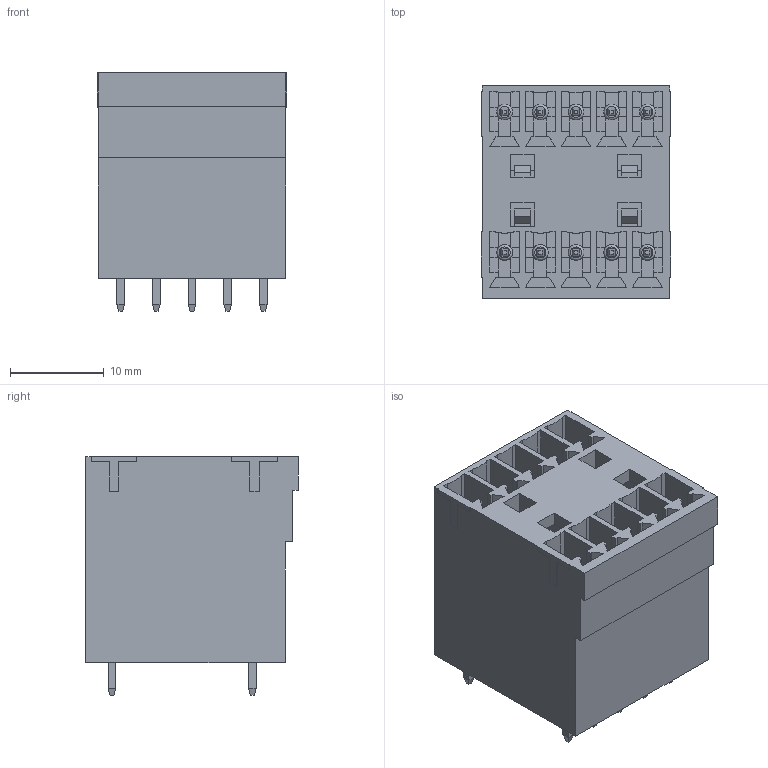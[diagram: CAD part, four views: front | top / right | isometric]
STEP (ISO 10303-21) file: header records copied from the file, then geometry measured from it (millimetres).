
FILE_DESCRIPTION(/* description */ ('Unknown'),/* implementation_level */ '2;1');
FILE_NAME(/* name */ '691329300010',/* time_stamp */ '2023-08-23T17:39:16+02:00',/* author */ ('Unknown'),/* organization */ ('Unknown'),/* preprocessor_version */ 'ST-DEVELOPER v18.102',/* originating_system */ 'Solid Edge',/* authorisation */ 'Unknown');
FILE_SCHEMA (('AUTOMOTIVE_DESIGN {1 0 10303 214 3 1 1}'));
Length unit declared in the file: millimetre
Products named in the file (4): 6913293000xx; 691329300010; 6913293000xx_PIN; 691329300010_CAPOT
Assembly tree (12 placements, depth 2):
  6913293000xx
    691329300010
    6913293000xx_PIN  x10
    691329300010_CAPOT
Bounding box: 20.24 x 22.7 x 25.5 mm (x, y, z)
Volume: 4031.8 mm3; surface area: 10381 mm2
Topology: 12 solids, 12 shells, 868 faces, 2324 edges, 1480 vertices
Faces by surface type: plane 838, cylinder 20, torus 10
Full cylindrical faces by diameter (mm): 1.68 x10
Entity records: 23308 total; most frequent: CARTESIAN_POINT 4123, ORIENTED_EDGE 4084, DIRECTION 3652, EDGE_CURVE 2042, LINE 1942, VECTOR 1942, VERTEX_POINT 1326, AXIS2_PLACEMENT_3D 855
